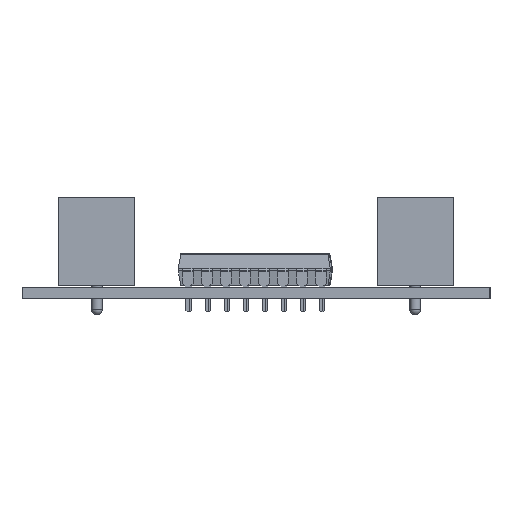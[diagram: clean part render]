
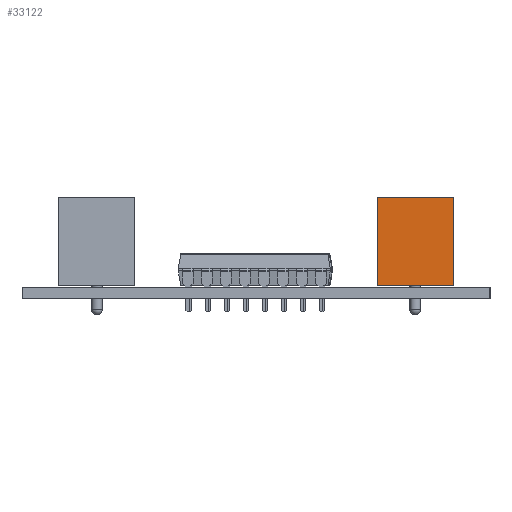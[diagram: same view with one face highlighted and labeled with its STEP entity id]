
A CAD part, left-side view. The second image highlights one B-rep face of the part: STEP entity #33122.
In plain terms, the highlighted planar face has unit normal (-1, 0, 0).
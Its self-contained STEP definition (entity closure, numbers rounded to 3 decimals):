
#33097 = VERTEX_POINT('',#33098);
#33098 = CARTESIAN_POINT('',(-2.54,5.08,12.));
#33104 = EDGE_CURVE('',#33105,#33097,#33107,.T.);
#33105 = VERTEX_POINT('',#33106);
#33106 = CARTESIAN_POINT('',(-2.54,5.08,0.2));
#33107 = LINE('',#33108,#33109);
#33108 = CARTESIAN_POINT('',(-2.54,5.08,0.2));
#33109 = VECTOR('',#33110,1.);
#33110 = DIRECTION('',(0.,0.,1.));
#33122 = ADVANCED_FACE('',(#33123),#33148,.F.);
#33123 = FACE_BOUND('',#33124,.F.);
#33124 = EDGE_LOOP('',(#33125,#33126,#33134,#33142));
#33125 = ORIENTED_EDGE('',*,*,#33104,.T.);
#33126 = ORIENTED_EDGE('',*,*,#33127,.T.);
#33127 = EDGE_CURVE('',#33097,#33128,#33130,.T.);
#33128 = VERTEX_POINT('',#33129);
#33129 = CARTESIAN_POINT('',(-2.54,-5.08,12.));
#33130 = LINE('',#33131,#33132);
#33131 = CARTESIAN_POINT('',(-2.54,5.08,12.));
#33132 = VECTOR('',#33133,1.);
#33133 = DIRECTION('',(0.,-1.,0.));
#33134 = ORIENTED_EDGE('',*,*,#33135,.F.);
#33135 = EDGE_CURVE('',#33136,#33128,#33138,.T.);
#33136 = VERTEX_POINT('',#33137);
#33137 = CARTESIAN_POINT('',(-2.54,-5.08,0.2));
#33138 = LINE('',#33139,#33140);
#33139 = CARTESIAN_POINT('',(-2.54,-5.08,0.2));
#33140 = VECTOR('',#33141,1.);
#33141 = DIRECTION('',(0.,0.,1.));
#33142 = ORIENTED_EDGE('',*,*,#33143,.F.);
#33143 = EDGE_CURVE('',#33105,#33136,#33144,.T.);
#33144 = LINE('',#33145,#33146);
#33145 = CARTESIAN_POINT('',(-2.54,5.08,0.2));
#33146 = VECTOR('',#33147,1.);
#33147 = DIRECTION('',(0.,-1.,0.));
#33148 = PLANE('',#33149);
#33149 = AXIS2_PLACEMENT_3D('',#33150,#33151,#33152);
#33150 = CARTESIAN_POINT('',(-2.54,5.08,0.2));
#33151 = DIRECTION('',(1.,0.,0.));
#33152 = DIRECTION('',(0.,-1.,0.));
